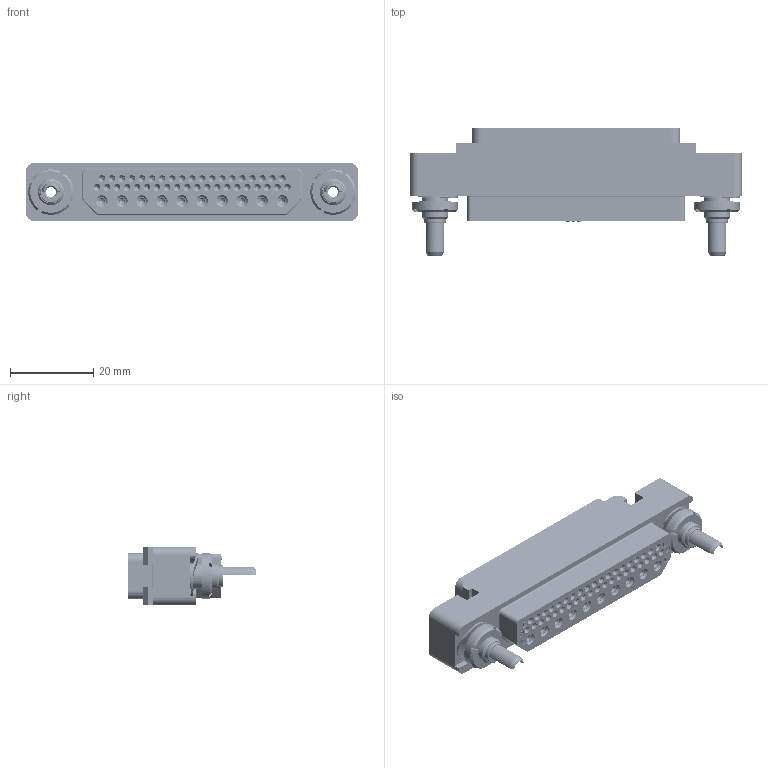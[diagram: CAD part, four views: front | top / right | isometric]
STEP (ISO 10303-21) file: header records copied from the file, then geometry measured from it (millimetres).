
FILE_DESCRIPTION((''),'2;1');
FILE_NAME('1900ND03S1B00E','2020-08-03T',('presta_be4'),(''),'CREO PARAMETRIC BY PTC INC, 2018360','CREO PARAMETRIC BY PTC INC, 2018360','');
FILE_SCHEMA(('CONFIG_CONTROL_DESIGN'));
Products named in the file (1): 1900ND03S1B00E
Bounding box: 80 x 30.77 x 14 mm (x, y, z)
Volume: 14785.9 mm3; surface area: 23344.6 mm2
Topology: 23 solids, 23 shells, 8531 faces, 21182 edges, 12944 vertices
Faces by surface type: plane 2942, cylinder 2734, torus 1428, cone 1199, sphere 156, bspline 46, extrusion 26
Entity records: 281077 total; most frequent: CARTESIAN_POINT 76420, DIRECTION 44507, ORIENTED_EDGE 41964, EDGE_CURVE 20982, AXIS2_PLACEMENT_3D 17365, VERTEX_POINT 12944, VECTOR 9777, LINE 9751
